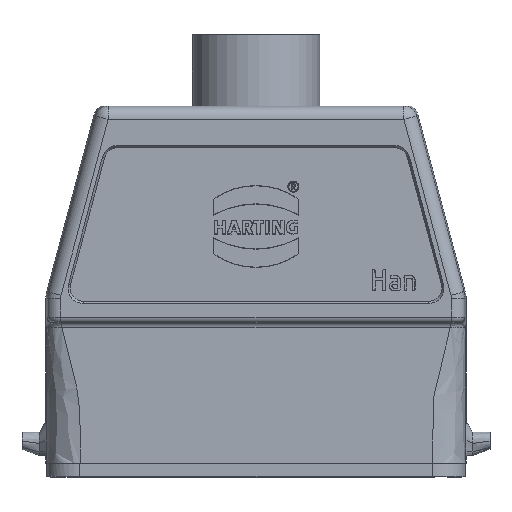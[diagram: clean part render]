
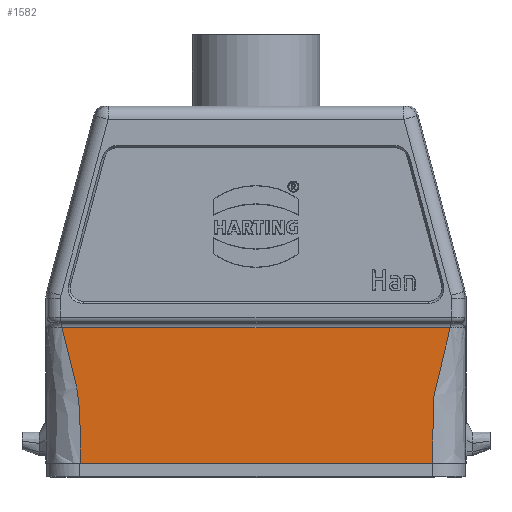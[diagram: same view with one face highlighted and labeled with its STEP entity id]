
A CAD part, front view. The second image highlights one B-rep face of the part: STEP entity #1582.
In plain terms, the highlighted planar face has unit normal (0, -1, 0).
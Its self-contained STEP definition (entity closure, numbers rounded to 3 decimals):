
#1161=(
BOUNDED_CURVE()
B_SPLINE_CURVE(3,(#15995,#15996,#15997,#15998,#15999,#16000,#16001,#16002,
#16003,#16004),.UNSPECIFIED.,.F.,.F.)
B_SPLINE_CURVE_WITH_KNOTS((4,3,3,4),(0.,0.095,0.311,
1.),.UNSPECIFIED.)
CURVE()
GEOMETRIC_REPRESENTATION_ITEM()
RATIONAL_B_SPLINE_CURVE((1.,1.,1.,1.,1.,1.,1.,1.,1.,1.))
REPRESENTATION_ITEM('')
);
#1162=(
BOUNDED_CURVE()
B_SPLINE_CURVE(3,(#16006,#16007,#16008,#16009,#16010,#16011,#16012,#16013,
#16014,#16015),.UNSPECIFIED.,.F.,.F.)
B_SPLINE_CURVE_WITH_KNOTS((4,3,3,4),(0.,0.689,0.905,
1.),.UNSPECIFIED.)
CURVE()
GEOMETRIC_REPRESENTATION_ITEM()
RATIONAL_B_SPLINE_CURVE((1.,1.,1.,1.,1.,1.,1.,1.,1.,1.))
REPRESENTATION_ITEM('')
);
#1582=ADVANCED_FACE('',(#2152),#1948,.T.);
#1948=PLANE('',#10783);
#2152=FACE_OUTER_BOUND('',#2532,.T.);
#2532=EDGE_LOOP('',(#3250,#3251,#3252,#3253));
#3250=ORIENTED_EDGE('',*,*,#5640,.T.);
#3251=ORIENTED_EDGE('',*,*,#5405,.F.);
#3252=ORIENTED_EDGE('',*,*,#5641,.T.);
#3253=ORIENTED_EDGE('',*,*,#5642,.T.);
#4807=VERTEX_POINT('',#14904);
#4808=VERTEX_POINT('',#14906);
#5017=VERTEX_POINT('',#16005);
#5018=VERTEX_POINT('',#16016);
#5405=EDGE_CURVE('',#4807,#4808,#8272,.T.);
#5640=EDGE_CURVE('',#5017,#4808,#1161,.T.);
#5641=EDGE_CURVE('',#4807,#5018,#1162,.T.);
#5642=EDGE_CURVE('',#5018,#5017,#8401,.T.);
#8272=LINE('',#14905,#8914);
#8401=LINE('',#16017,#9043);
#8914=VECTOR('',#11481,1.);
#9043=VECTOR('',#11730,1.);
#10783=AXIS2_PLACEMENT_3D('',#16018,#11731,#11732);
#11481=DIRECTION('',(-1.,0.,0.));
#11730=DIRECTION('',(-1.,0.,0.));
#11731=DIRECTION('',(0.,-1.,0.));
#11732=DIRECTION('',(0.,0.,1.));
#14904=CARTESIAN_POINT('',(33.202,-14.75,-11.7));
#14905=CARTESIAN_POINT('',(39.65,-14.75,-11.7));
#14906=CARTESIAN_POINT('',(-33.202,-14.75,-11.7));
#15995=CARTESIAN_POINT('',(-39.393,-14.75,23.183));
#15996=CARTESIAN_POINT('',(-38.574,-14.75,20.406));
#15997=CARTESIAN_POINT('',(-37.755,-14.75,17.628));
#15998=CARTESIAN_POINT('',(-36.936,-14.75,14.85));
#15999=CARTESIAN_POINT('',(-35.069,-14.75,8.517));
#16000=CARTESIAN_POINT('',(-33.202,-14.75,2.183));
#16001=CARTESIAN_POINT('',(-33.202,-14.75,-4.15));
#16002=CARTESIAN_POINT('',(-33.202,-14.75,-24.367));
#16003=CARTESIAN_POINT('',(-33.202,-14.75,-44.583));
#16004=CARTESIAN_POINT('',(-33.202,-14.75,-64.8));
#16005=CARTESIAN_POINT('',(-36.641,-14.75,13.85));
#16006=CARTESIAN_POINT('',(33.202,-14.75,-64.8));
#16007=CARTESIAN_POINT('',(33.202,-14.75,-44.583));
#16008=CARTESIAN_POINT('',(33.202,-14.75,-24.367));
#16009=CARTESIAN_POINT('',(33.202,-14.75,-4.15));
#16010=CARTESIAN_POINT('',(33.202,-14.75,2.183));
#16011=CARTESIAN_POINT('',(35.069,-14.75,8.517));
#16012=CARTESIAN_POINT('',(36.936,-14.75,14.85));
#16013=CARTESIAN_POINT('',(37.755,-14.75,17.628));
#16014=CARTESIAN_POINT('',(38.574,-14.75,20.406));
#16015=CARTESIAN_POINT('',(39.393,-14.75,23.183));
#16016=CARTESIAN_POINT('',(36.641,-14.75,13.85));
#16017=CARTESIAN_POINT('',(-39.65,-14.75,13.85));
#16018=CARTESIAN_POINT('',(-39.65,-14.75,14.85));
